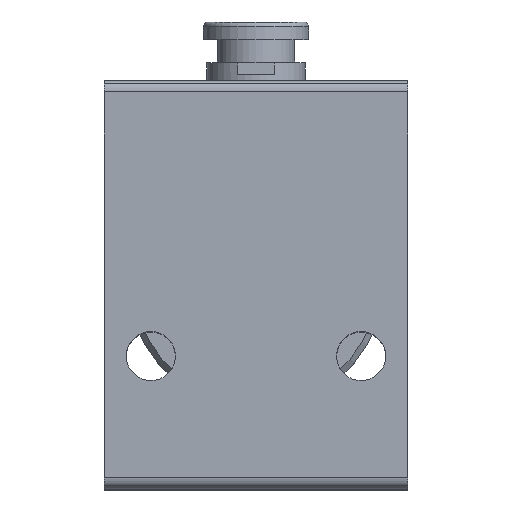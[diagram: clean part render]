
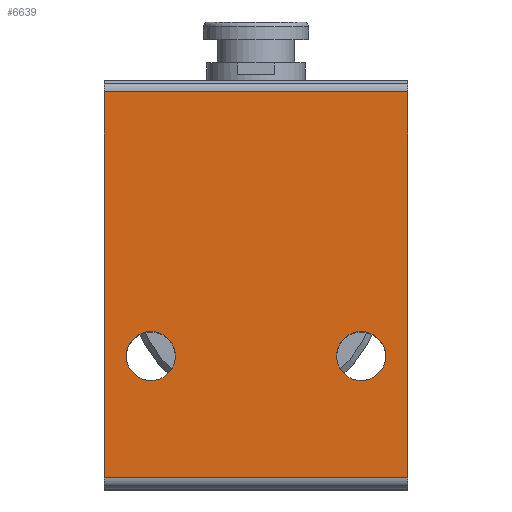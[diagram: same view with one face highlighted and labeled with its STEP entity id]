
A CAD part, top view. The second image highlights one B-rep face of the part: STEP entity #6639.
In plain terms, the highlighted face is planar.
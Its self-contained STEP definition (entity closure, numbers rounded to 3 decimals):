
#227=CARTESIAN_POINT('',(-11.,-6.25,-5.5));
#228=VERTEX_POINT('',#227);
#237=CARTESIAN_POINT('',(-11.,-6.25,-9.7));
#238=VERTEX_POINT('',#237);
#239=CARTESIAN_POINT('',(-11.,-6.25,-7.6));
#240=DIRECTION('',(0.0,1.0,0.0));
#241=DIRECTION('',(0.0,0.0,1.0));
#242=AXIS2_PLACEMENT_3D('',#239,#240,#241);
#243=CIRCLE('',#242,2.1);
#244=EDGE_CURVE('',#238,#228,#243,.T.);
#3344=CARTESIAN_POINT('',(7.0,-6.25,-5.5));
#3345=VERTEX_POINT('',#3344);
#3354=CARTESIAN_POINT('',(7.0,-6.25,-9.7));
#3355=VERTEX_POINT('',#3354);
#3356=CARTESIAN_POINT('',(7.0,-6.25,-7.6));
#3357=DIRECTION('',(0.0,1.0,0.0));
#3358=DIRECTION('',(0.0,0.0,1.0));
#3359=AXIS2_PLACEMENT_3D('',#3356,#3357,#3358);
#3360=CIRCLE('',#3359,2.1);
#3361=EDGE_CURVE('',#3355,#3345,#3360,.T.);
#6261=CARTESIAN_POINT('',(-15.0,-6.25,-18.));
#6262=VERTEX_POINT('',#6261);
#6270=CARTESIAN_POINT('',(-15.0,-6.25,15.));
#6271=VERTEX_POINT('',#6270);
#6272=CARTESIAN_POINT('',(-15.0,-6.25,15.));
#6273=DIRECTION('',(0.0,0.0,-1.0));
#6274=VECTOR('',#6273,33.);
#6275=LINE('',#6272,#6274);
#6276=EDGE_CURVE('',#6271,#6262,#6275,.T.);
#6467=CARTESIAN_POINT('',(11.0,-6.25,15.));
#6468=VERTEX_POINT('',#6467);
#6469=CARTESIAN_POINT('',(-15.0,-6.25,15.));
#6470=DIRECTION('',(1.0,0.0,0.0));
#6471=VECTOR('',#6470,26.0);
#6472=LINE('',#6469,#6471);
#6473=EDGE_CURVE('',#6271,#6468,#6472,.T.);
#6494=CARTESIAN_POINT('',(11.0,-6.25,-18.));
#6495=VERTEX_POINT('',#6494);
#6496=CARTESIAN_POINT('',(11.0,-6.25,-18.));
#6497=DIRECTION('',(0.0,0.0,1.0));
#6498=VECTOR('',#6497,33.);
#6499=LINE('',#6496,#6498);
#6500=EDGE_CURVE('',#6495,#6468,#6499,.T.);
#6603=CARTESIAN_POINT('',(-2.,-6.25,-1.5));
#6604=DIRECTION('',(0.0,1.0,0.0));
#6605=DIRECTION('',(0.0,0.0,1.0));
#6606=AXIS2_PLACEMENT_3D('',#6603,#6604,#6605);
#6607=PLANE('',#6606);
#6608=ORIENTED_EDGE('',*,*,#6473,.F.);
#6609=ORIENTED_EDGE('',*,*,#6276,.T.);
#6610=CARTESIAN_POINT('',(11.0,-6.25,-18.));
#6611=DIRECTION('',(-1.0,0.0,0.0));
#6612=VECTOR('',#6611,26.0);
#6613=LINE('',#6610,#6612);
#6614=EDGE_CURVE('',#6495,#6262,#6613,.T.);
#6615=ORIENTED_EDGE('',*,*,#6614,.F.);
#6616=ORIENTED_EDGE('',*,*,#6500,.T.);
#6617=EDGE_LOOP('',(#6608,#6609,#6615,#6616));
#6618=FACE_OUTER_BOUND('',#6617,.T.);
#6619=ORIENTED_EDGE('',*,*,#3361,.T.);
#6620=CARTESIAN_POINT('',(7.0,-6.25,-7.6));
#6621=DIRECTION('',(0.0,1.0,0.0));
#6622=DIRECTION('',(0.0,0.0,1.0));
#6623=AXIS2_PLACEMENT_3D('',#6620,#6621,#6622);
#6624=CIRCLE('',#6623,2.1);
#6625=EDGE_CURVE('',#3345,#3355,#6624,.T.);
#6626=ORIENTED_EDGE('',*,*,#6625,.T.);
#6627=EDGE_LOOP('',(#6619,#6626));
#6628=FACE_BOUND('',#6627,.T.);
#6629=ORIENTED_EDGE('',*,*,#244,.T.);
#6630=CARTESIAN_POINT('',(-11.,-6.25,-7.6));
#6631=DIRECTION('',(0.0,1.0,0.0));
#6632=DIRECTION('',(0.0,0.0,1.0));
#6633=AXIS2_PLACEMENT_3D('',#6630,#6631,#6632);
#6634=CIRCLE('',#6633,2.1);
#6635=EDGE_CURVE('',#228,#238,#6634,.T.);
#6636=ORIENTED_EDGE('',*,*,#6635,.T.);
#6637=EDGE_LOOP('',(#6629,#6636));
#6638=FACE_BOUND('',#6637,.T.);
#6639=ADVANCED_FACE('',(#6618,#6628,#6638),#6607,.F.);
